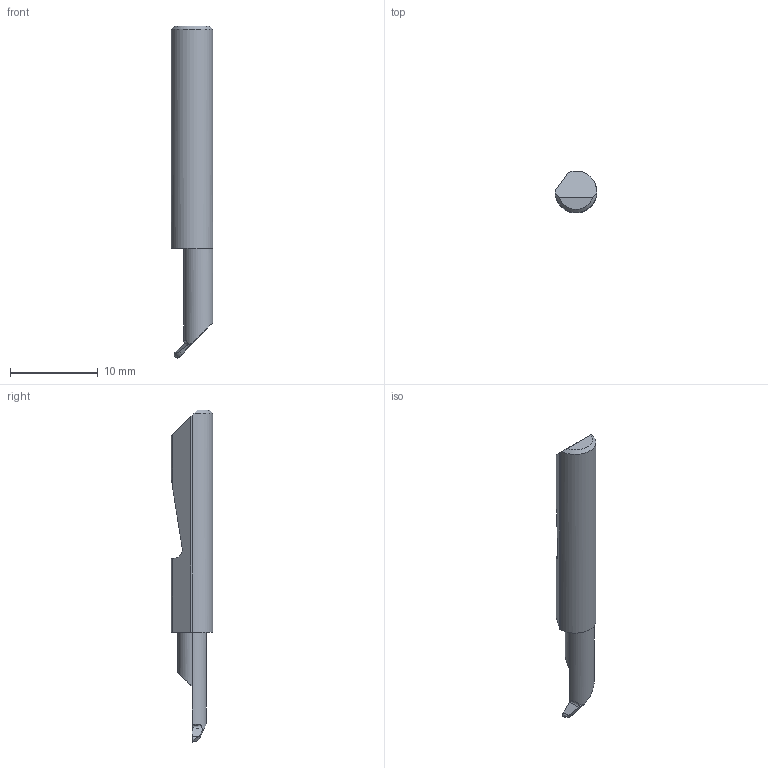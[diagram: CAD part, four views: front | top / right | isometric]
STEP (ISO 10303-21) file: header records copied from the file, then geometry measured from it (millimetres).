
FILE_DESCRIPTION (( 'STEP AP214' ), '1' );
FILE_NAME ('Micro_QUP-18030-8X.STEP', '2021-09-09T00:10:41', ( '' ), ( '' ), 'SwSTEP 2.0', 'SolidWorks 2020', '' );
FILE_SCHEMA (( 'AUTOMOTIVE_DESIGN' ));
Length unit declared in the file: inch
Products named in the file (1): Micro_QUP-18030-8X
Bounding box: 4.76 x 4.75 x 37.94 mm (x, y, z)
Volume: 474.4 mm3; surface area: 495.6 mm2
Topology: 1 solids, 1 shells, 24 faces, 61 edges, 39 vertices
Faces by surface type: plane 12, cylinder 7, cone 3, bspline 2
Entity records: 912 total; most frequent: CARTESIAN_POINT 358, ORIENTED_EDGE 122, DIRECTION 89, EDGE_CURVE 61, VERTEX_POINT 39, AXIS2_PLACEMENT_3D 32, LINE 25, VECTOR 25
